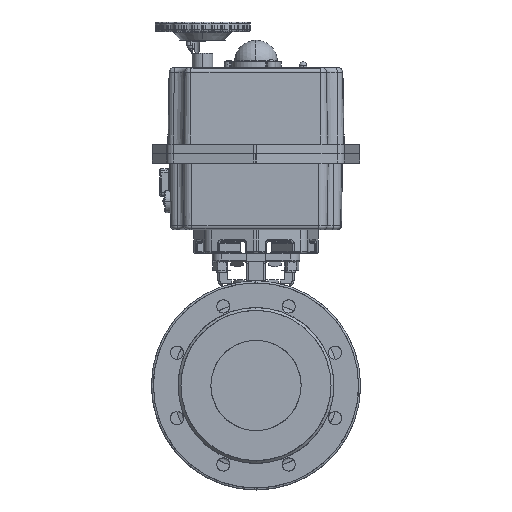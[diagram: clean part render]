
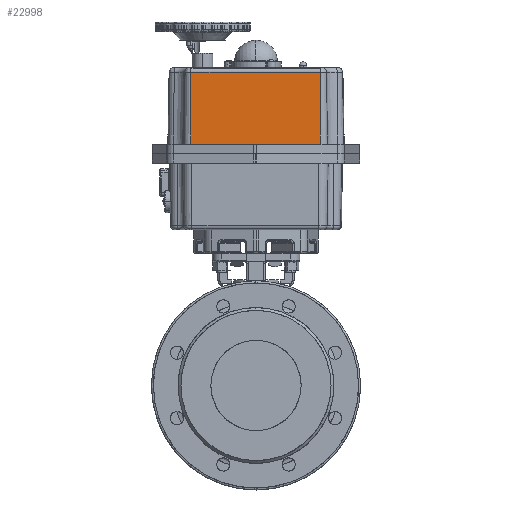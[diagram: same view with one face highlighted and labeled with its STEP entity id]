
A CAD part, left-side view. The second image highlights one B-rep face of the part: STEP entity #22998.
In plain terms, the highlighted planar face has unit normal (-1, 0.005, 0.018).
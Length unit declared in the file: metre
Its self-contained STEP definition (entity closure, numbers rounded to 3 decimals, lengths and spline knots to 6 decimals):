
#1182 = CARTESIAN_POINT ( 'NONE',  ( -0.124836, -0.065058, 0.47923 ) ) ;
#5300 = ORIENTED_EDGE ( 'NONE', *, *, #76149, .F. ) ;
#10392 = DIRECTION ( 'NONE',  ( 0.017, 0., 1. ) ) ;
#11417 = CARTESIAN_POINT ( 'NONE',  ( -0.124661, -0.065059, 0.48923 ) ) ;
#12780 = EDGE_CURVE ( 'NONE', #86862, #137331, #67330, .T. ) ;
#20060 = EDGE_LOOP ( 'NONE', ( #5300, #133402, #110748, #126771 ) ) ;
#22165 = PLANE ( 'NONE',  #73038 ) ;
#22998 = ADVANCED_FACE ( 'NONE', ( #34191 ), #22165, .T. ) ;
#25297 = CARTESIAN_POINT ( 'NONE',  ( -0.124661, -0.065059, 0.48923 ) ) ;
#31930 = CARTESIAN_POINT ( 'NONE',  ( -0.124661, -0.065059, 0.48923 ) ) ;
#32618 = VECTOR ( 'NONE', #42404, 1. ) ;
#34191 = FACE_OUTER_BOUND ( 'NONE', #20060, .T. ) ;
#35068 = CARTESIAN_POINT ( 'NONE',  ( -0.12259, 0.070752, 0.564917 ) ) ;
#42404 = DIRECTION ( 'NONE',  ( 0.006, 1., 0. ) ) ;
#49945 = VECTOR ( 'NONE', #80621, 1. ) ;
#66549 = CARTESIAN_POINT ( 'NONE',  ( -0.12334, -0.065066, 0.564917 ) ) ;
#67330 = LINE ( 'NONE', #98651, #113437 ) ;
#67789 = LINE ( 'NONE', #31930, #32618 ) ;
#73038 = AXIS2_PLACEMENT_3D ( 'NONE', #1182, #126717, #138708 ) ;
#75184 = VERTEX_POINT ( 'NONE', #11417 ) ;
#76149 = EDGE_CURVE ( 'NONE', #137331, #110409, #137354, .T. ) ;
#80621 = DIRECTION ( 'NONE',  ( -0.006, -1., 0. ) ) ;
#84751 = CARTESIAN_POINT ( 'NONE',  ( -0.12259, 0.070752, 0.564917 ) ) ;
#86862 = VERTEX_POINT ( 'NONE', #120695 ) ;
#98651 = CARTESIAN_POINT ( 'NONE',  ( -0.123911, 0.070759, 0.48923 ) ) ;
#103304 = VECTOR ( 'NONE', #117877, 1. ) ;
#110409 = VERTEX_POINT ( 'NONE', #66549 ) ;
#110748 = ORIENTED_EDGE ( 'NONE', *, *, #119558, .F. ) ;
#113437 = VECTOR ( 'NONE', #10392, 1. ) ;
#117877 = DIRECTION ( 'NONE',  ( 0.017, 0., 1. ) ) ;
#119558 = EDGE_CURVE ( 'NONE', #75184, #86862, #67789, .T. ) ;
#120695 = CARTESIAN_POINT ( 'NONE',  ( -0.123911, 0.070759, 0.48923 ) ) ;
#126717 = DIRECTION ( 'NONE',  ( -1., 0.006, 0.017 ) ) ;
#126771 = ORIENTED_EDGE ( 'NONE', *, *, #130611, .T. ) ;
#126887 = LINE ( 'NONE', #25297, #103304 ) ;
#130611 = EDGE_CURVE ( 'NONE', #75184, #110409, #126887, .T. ) ;
#133402 = ORIENTED_EDGE ( 'NONE', *, *, #12780, .F. ) ;
#137331 = VERTEX_POINT ( 'NONE', #84751 ) ;
#137354 = LINE ( 'NONE', #35068, #49945 ) ;
#138708 = DIRECTION ( 'NONE',  ( 0.006, 1., 0. ) ) ;
